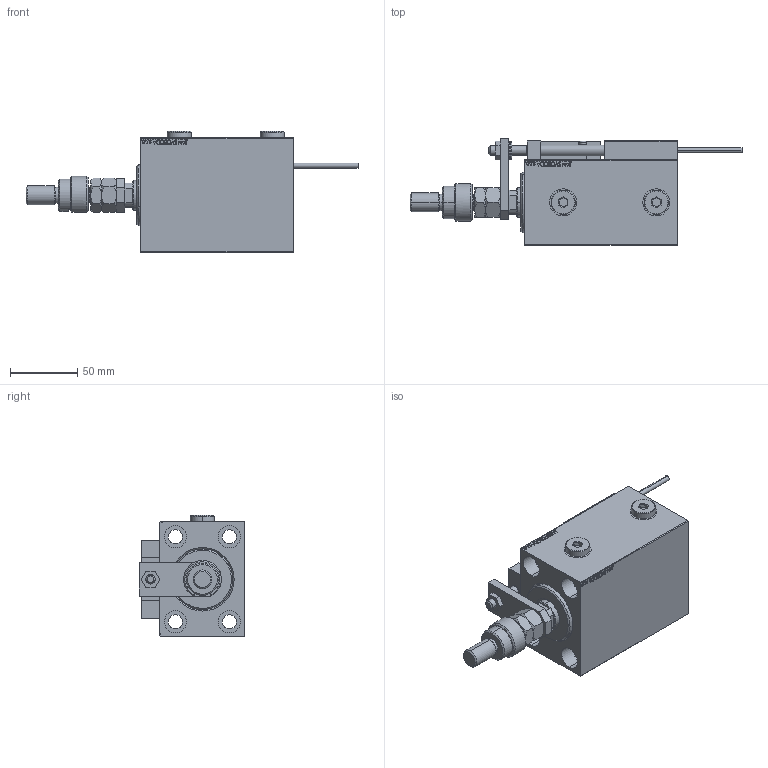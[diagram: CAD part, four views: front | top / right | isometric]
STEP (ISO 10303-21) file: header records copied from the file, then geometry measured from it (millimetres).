
FILE_DESCRIPTION (( 'STEP AP203' ), '1' );
FILE_NAME ('29b2.STEP', '2024-02-13T01:13:23', ( '' ), ( '' ), 'SwSTEP 2.0', 'SolidWorks 2019', '' );
FILE_SCHEMA (( 'CONFIG_CONTROL_DESIGN' ));
Length unit declared in the file: millimetre
Products named in the file (19): MAGNET f545253118b8021ffec8a0fefdfef26e; 29b2; MFA f545253118b8021ffec8a0fefdfef26e; TYC_L79 f545253118b8021ffec8a0fefdfef26e; V450CM_C_VCP f545253118b8021ffec8a0fefdfef26e; ALLEN BOLT D8 f545253118b8021ffec8a0fefdfef26e; KONCOVKA f545253118b8021ffec8a0fefdfef26e; X_Y_DFA f545253118b8021ffec8a0fefdfef26e; ALLEN BOLT D5 f545253118b8021ffec8a0fefdfef26e; SWITCH DIM B,W f545253118b8021ffec8a0fefdfef26e; Zatka_OIL_PORT f545253118b8021ffec8a0fefdfef26e; V450CM_C_Body f545253118b8021ffec8a0fefdfef26e; NUT_D12 f545253118b8021ffec8a0fefdfef26e; ZARAZKA f545253118b8021ffec8a0fefdfef26e; FEMALE_PART_FOR_DFA f545253118b8021ffec8a0fefdfef26e; V450CM_VC_B f545253118b8021ffec8a0fefdfef26e; Block f545253118b8021ffec8a0fefdfef26e; SWITCH X f545253118b8021ffec8a0fefdfef26e; SWITCH_X_FRONT_BACK f545253118b8021ffec8a0fefdfef26e
Assembly tree (29 placements, depth 3):
  29b2
    V450CM_C_Body f545253118b8021ffec8a0fefdfef26e
    SWITCH X f545253118b8021ffec8a0fefdfef26e
      SWITCH_X_FRONT_BACK f545253118b8021ffec8a0fefdfef26e  x2
      TYC_L79 f545253118b8021ffec8a0fefdfef26e
      Block f545253118b8021ffec8a0fefdfef26e  x2
      ALLEN BOLT D5 f545253118b8021ffec8a0fefdfef26e  x4
      ALLEN BOLT D8 f545253118b8021ffec8a0fefdfef26e  x4
      MAGNET f545253118b8021ffec8a0fefdfef26e  x2
      KONCOVKA f545253118b8021ffec8a0fefdfef26e  x2
    NUT_D12 f545253118b8021ffec8a0fefdfef26e
    SWITCH DIM B,W f545253118b8021ffec8a0fefdfef26e
    ZARAZKA f545253118b8021ffec8a0fefdfef26e
    V450CM_C_VCP f545253118b8021ffec8a0fefdfef26e
    V450CM_VC_B f545253118b8021ffec8a0fefdfef26e
    X_Y_DFA f545253118b8021ffec8a0fefdfef26e
      FEMALE_PART_FOR_DFA f545253118b8021ffec8a0fefdfef26e
      MFA f545253118b8021ffec8a0fefdfef26e
    Zatka_OIL_PORT f545253118b8021ffec8a0fefdfef26e  x2
Bounding box: 246 x 78.5 x 89.9 mm (x, y, z)
Volume: 582297.2 mm3; surface area: 128924.4 mm2
Topology: 27 solids, 27 shells, 1421 faces, 3370 edges, 2139 vertices
Faces by surface type: plane 622, bspline 380, cylinder 217, cone 150, torus 48, sphere 4
Entity records: 54317 total; most frequent: CARTESIAN_POINT 27012, ORIENTED_EDGE 5680, DIRECTION 4010, EDGE_CURVE 2840, VERTEX_POINT 1839, VECTOR 1592, LINE 1592, EDGE_LOOP 1323
